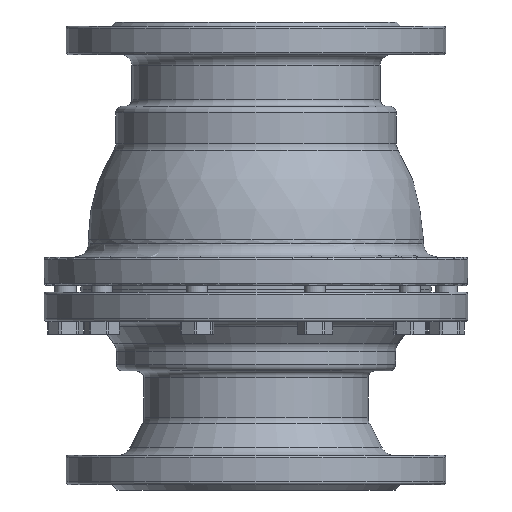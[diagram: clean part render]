
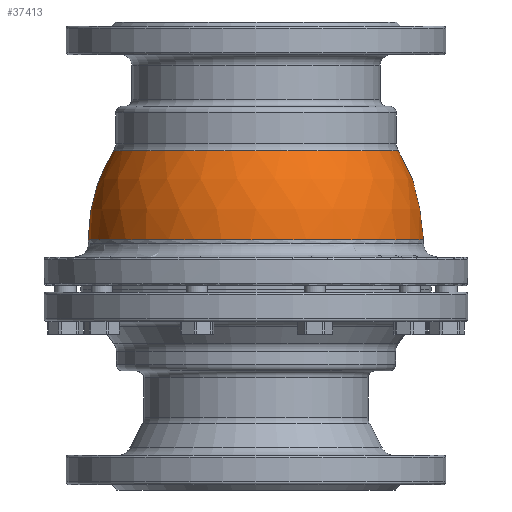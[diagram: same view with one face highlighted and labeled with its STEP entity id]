
A CAD part, front view. The second image highlights one B-rep face of the part: STEP entity #37413.
In plain terms, the highlighted spherical face has radius 125.5 mm.
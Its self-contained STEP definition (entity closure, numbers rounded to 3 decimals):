
#249=SPHERICAL_SURFACE('',#42205,125.5);
#16995=ORIENTED_EDGE('',*,*,#22906,.F.);
#16996=ORIENTED_EDGE('',*,*,#22904,.T.);
#16997=ORIENTED_EDGE('',*,*,#22907,.F.);
#22904=EDGE_CURVE('',#26611,#26610,#28714,.T.);
#22906=EDGE_CURVE('',#26612,#26612,#28715,.T.);
#22907=EDGE_CURVE('',#26611,#26610,#28716,.T.);
#26610=VERTEX_POINT('',#74228);
#26611=VERTEX_POINT('',#74230);
#26612=VERTEX_POINT('',#74246);
#28714=CIRCLE('',#42204,125.5);
#28715=CIRCLE('',#42206,106.513);
#28716=CIRCLE('',#42207,34.5);
#31273=EDGE_LOOP('',(#16995));
#31274=EDGE_LOOP('',(#16996,#16997));
#34100=FACE_BOUND('',#31273,.T.);
#34101=FACE_BOUND('',#31274,.T.);
#37413=ADVANCED_FACE('',(#34100,#34101),#249,.T.);
#42204=AXIS2_PLACEMENT_3D('',#74229,#52312,#52313);
#42205=AXIS2_PLACEMENT_3D('',#74244,#52314,#52315);
#42206=AXIS2_PLACEMENT_3D('',#74245,#52316,#52317);
#42207=AXIS2_PLACEMENT_3D('',#74247,#52318,#52319);
#52312=DIRECTION('',(0.,0.,1.));
#52313=DIRECTION('',(-1.,0.,0.));
#52314=DIRECTION('',(0.,0.,1.));
#52315=DIRECTION('',(-1.,0.,0.));
#52316=DIRECTION('',(0.,0.,1.));
#52317=DIRECTION('',(-1.,0.,0.));
#52318=DIRECTION('',(0.,1.,0.));
#52319=DIRECTION('',(0.,0.,1.));
#74228=CARTESIAN_POINT('',(34.5,120.665,61.2));
#74229=CARTESIAN_POINT('',(0.,0.,61.2));
#74230=CARTESIAN_POINT('',(-34.5,120.665,61.2));
#74244=CARTESIAN_POINT('',(0.,0.,61.2));
#74245=CARTESIAN_POINT('',(0.,0.,127.572));
#74246=CARTESIAN_POINT('',(-106.513,0.,127.572));
#74247=CARTESIAN_POINT('',(0.,120.665,61.2));
